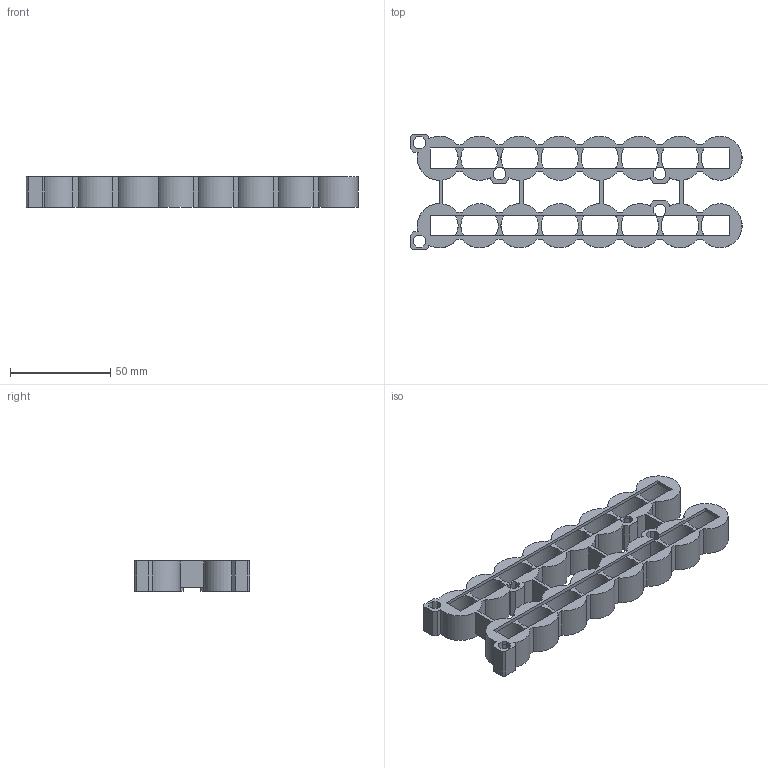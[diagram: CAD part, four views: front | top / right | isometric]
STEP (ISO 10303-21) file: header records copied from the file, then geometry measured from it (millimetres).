
FILE_DESCRIPTION(('Open CASCADE Model'),'2;1');
FILE_NAME('Open CASCADE Shape Model','2024-12-12T15:16:30',('Author'),( 'Open CASCADE'),'Open CASCADE STEP processor 7.7','Open CASCADE 7.7' ,'Unknown');
FILE_SCHEMA(('AUTOMOTIVE_DESIGN { 1 0 10303 214 1 1 1 1 }'));
Length unit declared in the file: millimetre
Products named in the file (1): Open CASCADE STEP translator 7.7 1
Bounding box: 165.68 x 57.5 x 15 mm (x, y, z)
Volume: 29142.4 mm3; surface area: 35015.9 mm2
Topology: 1 solids, 1 shells, 208 faces, 622 edges, 396 vertices
Faces by surface type: plane 162, cylinder 46
Full cylindrical faces by diameter (mm): 18.64 x16
Entity records: 14967 total; most frequent: CARTESIAN_POINT 2728, DIRECTION 2241, LINE 1341, VECTOR 1341, ORIENTED_EDGE 1244, PCURVE 1244, DEFINITIONAL_REPRESENTATION 1244, EDGE_CURVE 622
